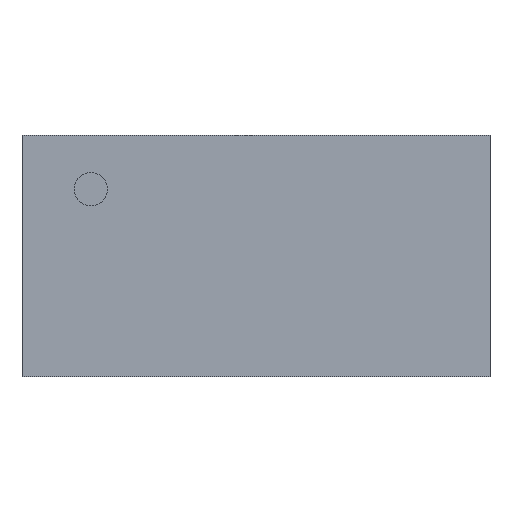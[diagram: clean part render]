
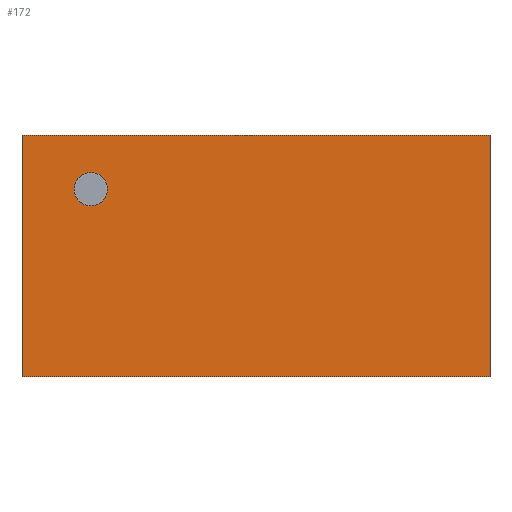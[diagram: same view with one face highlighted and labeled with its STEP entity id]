
A CAD part, top view. The second image highlights one B-rep face of the part: STEP entity #172.
In plain terms, the highlighted planar face has unit normal (0, 0, 1).
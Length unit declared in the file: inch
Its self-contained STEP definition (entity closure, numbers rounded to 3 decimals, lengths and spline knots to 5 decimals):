
#4 = CIRCLE ( 'NONE', #195, 0.23606 ) ;
#8 = VECTOR ( 'NONE', #132, 39.37008 ) ;
#10 = CARTESIAN_POINT ( 'NONE',  ( 3.65558, 1.63735, 0.25 ) ) ;
#11 = CARTESIAN_POINT ( 'NONE',  ( 0., 0., 0.25 ) ) ;
#13 = DIRECTION ( 'NONE',  ( 0., 0., 1. ) ) ;
#20 = CIRCLE ( 'NONE', #243, 0.23606 ) ;
#23 = VECTOR ( 'NONE', #104, 39.37008 ) ;
#28 = VERTEX_POINT ( 'NONE', #56 ) ;
#32 = DIRECTION ( 'NONE',  ( 0., 0., 1. ) ) ;
#34 = CARTESIAN_POINT ( 'NONE',  ( 3.65558, 1.63735, 0.25 ) ) ;
#37 = DIRECTION ( 'NONE',  ( 0., 1., 0. ) ) ;
#50 = FACE_BOUND ( 'NONE', #148, .T. ) ;
#56 = CARTESIAN_POINT ( 'NONE',  ( 3.65558, -1.7754, 0.25 ) ) ;
#58 = DIRECTION ( 'NONE',  ( 1., 0., 0. ) ) ;
#62 = EDGE_CURVE ( 'NONE', #299, #115, #303, .T. ) ;
#65 = CARTESIAN_POINT ( 'NONE',  ( -1.979, 0.87317, 0.25 ) ) ;
#83 = CARTESIAN_POINT ( 'NONE',  ( -1.74293, 0.87317, 0.25 ) ) ;
#84 = LINE ( 'NONE', #34, #280 ) ;
#85 = ORIENTED_EDGE ( 'NONE', *, *, #122, .F. ) ;
#87 = CARTESIAN_POINT ( 'NONE',  ( -1.979, 0.87317, 0.25 ) ) ;
#89 = DIRECTION ( 'NONE',  ( 1., 0., 0. ) ) ;
#104 = DIRECTION ( 'NONE',  ( -1., 0., 0. ) ) ;
#108 = ORIENTED_EDGE ( 'NONE', *, *, #265, .T. ) ;
#110 = VERTEX_POINT ( 'NONE', #83 ) ;
#115 = VERTEX_POINT ( 'NONE', #261 ) ;
#118 = LINE ( 'NONE', #133, #23 ) ;
#122 = EDGE_CURVE ( 'NONE', #273, #110, #4, .T. ) ;
#125 = EDGE_CURVE ( 'NONE', #115, #28, #147, .T. ) ;
#132 = DIRECTION ( 'NONE',  ( 0., -1., 0. ) ) ;
#133 = CARTESIAN_POINT ( 'NONE',  ( -2.94991, 1.63735, 0.25 ) ) ;
#134 = CARTESIAN_POINT ( 'NONE',  ( -2.94991, -1.7754, 0.25 ) ) ;
#147 = LINE ( 'NONE', #134, #224 ) ;
#148 = EDGE_LOOP ( 'NONE', ( #319, #85 ) ) ;
#153 = CARTESIAN_POINT ( 'NONE',  ( -2.94991, 1.63735, 0.25 ) ) ;
#158 = EDGE_LOOP ( 'NONE', ( #234, #294, #222, #108 ) ) ;
#172 = ADVANCED_FACE ( 'NONE', ( #50, #253 ), #181, .T. ) ;
#181 = PLANE ( 'NONE',  #258 ) ;
#191 = EDGE_CURVE ( 'NONE', #28, #254, #84, .T. ) ;
#195 = AXIS2_PLACEMENT_3D ( 'NONE', #87, #13, #262 ) ;
#208 = DIRECTION ( 'NONE',  ( 0., 0., 1. ) ) ;
#217 = EDGE_CURVE ( 'NONE', #110, #273, #20, .T. ) ;
#222 = ORIENTED_EDGE ( 'NONE', *, *, #191, .T. ) ;
#224 = VECTOR ( 'NONE', #89, 39.37008 ) ;
#229 = CARTESIAN_POINT ( 'NONE',  ( -2.94991, 1.63735, 0.25 ) ) ;
#234 = ORIENTED_EDGE ( 'NONE', *, *, #62, .T. ) ;
#243 = AXIS2_PLACEMENT_3D ( 'NONE', #65, #32, #58 ) ;
#253 = FACE_OUTER_BOUND ( 'NONE', #158, .T. ) ;
#254 = VERTEX_POINT ( 'NONE', #10 ) ;
#258 = AXIS2_PLACEMENT_3D ( 'NONE', #11, #208, #266 ) ;
#259 = CARTESIAN_POINT ( 'NONE',  ( -2.21506, 0.87317, 0.25 ) ) ;
#261 = CARTESIAN_POINT ( 'NONE',  ( -2.94991, -1.7754, 0.25 ) ) ;
#262 = DIRECTION ( 'NONE',  ( 1., 0., 0. ) ) ;
#265 = EDGE_CURVE ( 'NONE', #254, #299, #118, .T. ) ;
#266 = DIRECTION ( 'NONE',  ( 1., 0., 0. ) ) ;
#273 = VERTEX_POINT ( 'NONE', #259 ) ;
#280 = VECTOR ( 'NONE', #37, 39.37008 ) ;
#294 = ORIENTED_EDGE ( 'NONE', *, *, #125, .T. ) ;
#299 = VERTEX_POINT ( 'NONE', #229 ) ;
#303 = LINE ( 'NONE', #153, #8 ) ;
#319 = ORIENTED_EDGE ( 'NONE', *, *, #217, .F. ) ;
